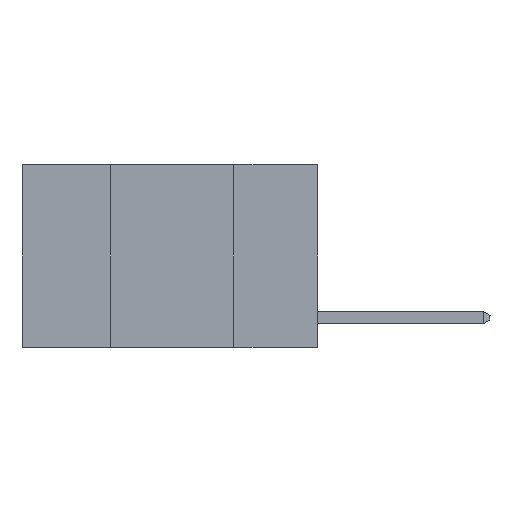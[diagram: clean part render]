
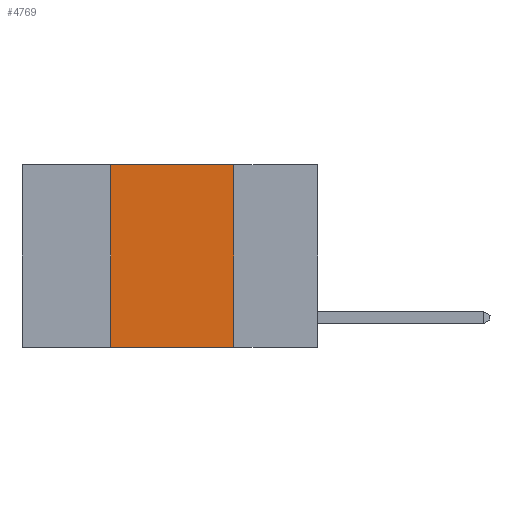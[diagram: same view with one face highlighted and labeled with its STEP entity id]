
A CAD part, left-side view. The second image highlights one B-rep face of the part: STEP entity #4769.
In plain terms, the highlighted planar face has unit normal (-1, 0, 0).
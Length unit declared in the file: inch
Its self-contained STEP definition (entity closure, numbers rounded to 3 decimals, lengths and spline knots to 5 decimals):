
#81 = CARTESIAN_POINT ( 'NONE',  ( 0., 0.17, 0. ) ) ;
#587 = VECTOR ( 'NONE', #984, 39.37008 ) ;
#715 = CARTESIAN_POINT ( 'NONE',  ( 0., 0.6, 0. ) ) ;
#984 = DIRECTION ( 'NONE',  ( 0., -1., 0. ) ) ;
#1071 = ORIENTED_EDGE ( 'NONE', *, *, #2193, .F. ) ;
#1193 = CARTESIAN_POINT ( 'NONE',  ( 0., 0.17, 0. ) ) ;
#1375 = AXIS2_PLACEMENT_3D ( 'NONE', #7977, #5682, #4200 ) ;
#1457 = DIRECTION ( 'NONE',  ( 0., 0., -1. ) ) ;
#1462 = DIRECTION ( 'NONE',  ( 0., -1., 0. ) ) ;
#1647 = CARTESIAN_POINT ( 'NONE',  ( 0., 0.6, -0.37 ) ) ;
#2193 = EDGE_CURVE ( 'NONE', #8163, #4081, #4315, .T. ) ;
#2204 = CARTESIAN_POINT ( 'NONE',  ( 0., 0.42, -0.37 ) ) ;
#2602 = VERTEX_POINT ( 'NONE', #8005 ) ;
#3365 = ORIENTED_EDGE ( 'NONE', *, *, #3585, .T. ) ;
#3585 = EDGE_CURVE ( 'NONE', #8163, #2602, #4093, .T. ) ;
#3755 = LINE ( 'NONE', #81, #4286 ) ;
#4008 = LINE ( 'NONE', #715, #8218 ) ;
#4081 = VERTEX_POINT ( 'NONE', #7467 ) ;
#4093 = LINE ( 'NONE', #1647, #587 ) ;
#4200 = DIRECTION ( 'NONE',  ( 0., 0., -1. ) ) ;
#4286 = VECTOR ( 'NONE', #1457, 39.37008 ) ;
#4315 = LINE ( 'NONE', #5843, #7989 ) ;
#4543 = ORIENTED_EDGE ( 'NONE', *, *, #6159, .F. ) ;
#4769 = ADVANCED_FACE ( 'NONE', ( #4895 ), #8641, .F. ) ;
#4895 = FACE_OUTER_BOUND ( 'NONE', #4920, .T. ) ;
#4920 = EDGE_LOOP ( 'NONE', ( #4543, #6283, #1071, #3365 ) ) ;
#5682 = DIRECTION ( 'NONE',  ( 1., 0., 0. ) ) ;
#5843 = CARTESIAN_POINT ( 'NONE',  ( 0., 0.42, 0. ) ) ;
#6159 = EDGE_CURVE ( 'NONE', #8691, #2602, #3755, .T. ) ;
#6283 = ORIENTED_EDGE ( 'NONE', *, *, #8555, .F. ) ;
#7467 = CARTESIAN_POINT ( 'NONE',  ( 0., 0.42, 0. ) ) ;
#7977 = CARTESIAN_POINT ( 'NONE',  ( 0., 0.6, 0. ) ) ;
#7989 = VECTOR ( 'NONE', #8907, 39.37008 ) ;
#8005 = CARTESIAN_POINT ( 'NONE',  ( 0., 0.17, -0.37 ) ) ;
#8163 = VERTEX_POINT ( 'NONE', #2204 ) ;
#8218 = VECTOR ( 'NONE', #1462, 39.37008 ) ;
#8555 = EDGE_CURVE ( 'NONE', #4081, #8691, #4008, .T. ) ;
#8641 = PLANE ( 'NONE',  #1375 ) ;
#8691 = VERTEX_POINT ( 'NONE', #1193 ) ;
#8907 = DIRECTION ( 'NONE',  ( 0., 0., 1. ) ) ;
